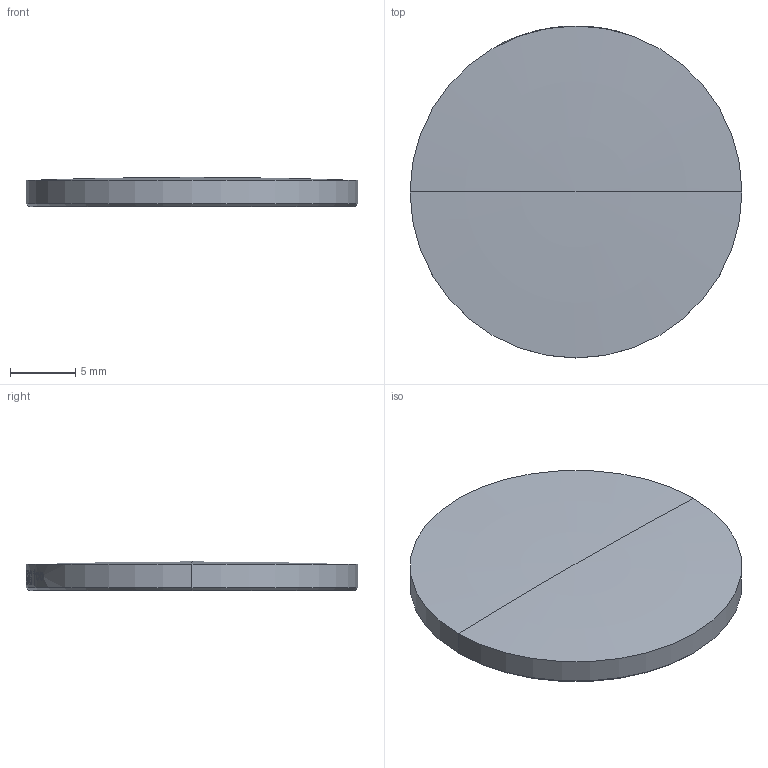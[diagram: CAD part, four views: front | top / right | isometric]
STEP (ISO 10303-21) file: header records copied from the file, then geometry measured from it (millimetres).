
FILE_DESCRIPTION (( 'STEP AP203' ), '1' );
FILE_NAME ('TTN217854-E0W.STEP', '2020-09-23T00:21:46', ( '' ), ( '' ), 'SwSTEP 2.0', 'SolidWorks 2018', '' );
FILE_SCHEMA (( 'CONFIG_CONTROL_DESIGN' ));
Length unit declared in the file: inch
Products named in the file (1): TTN217854-E0W
Bounding box: 25.4 x 25.4 x 2.23 mm (x, y, z)
Volume: 1070.5 mm3; surface area: 1163.8 mm2
Topology: 1 solids, 1 shells, 25 faces, 180 edges, 173 vertices
Faces by surface type: cylinder 20, cone 2, torus 2, plane 1
Entity records: 2682 total; most frequent: CARTESIAN_POINT 1468, ORIENTED_EDGE 356, EDGE_CURVE 178, VERTEX_POINT 173, B_SPLINE_CURVE_WITH_KNOTS 166, DIRECTION 72, EDGE_LOOP 43, AXIS2_PLACEMENT_3D 34
